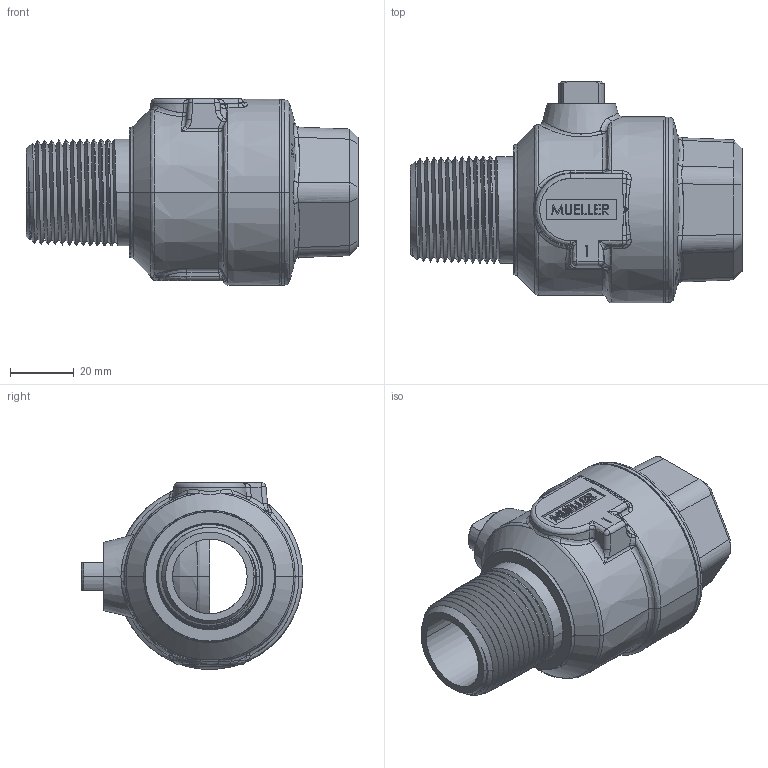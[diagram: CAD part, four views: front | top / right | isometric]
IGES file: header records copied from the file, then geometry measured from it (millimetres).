
Start section: SolidWorks IGES file using analytic representation for surfaces
Global section: file name: B20046    330N.IGS; native system: SolidWorks 2015; preprocessor: SolidWorks 2015; author: rbonds; date: 160808.142348; units: millimetre
Bounding box: 104.29 x 69.62 x 58.67 mm (x, y, z)
Surface area: 52797.2 mm2 (no closed solid volume)
Topology: 0 solids, 0 shells, 473 faces, 7971 edges, 7966 vertices
Faces by surface type: bspline 291, revolution 182
